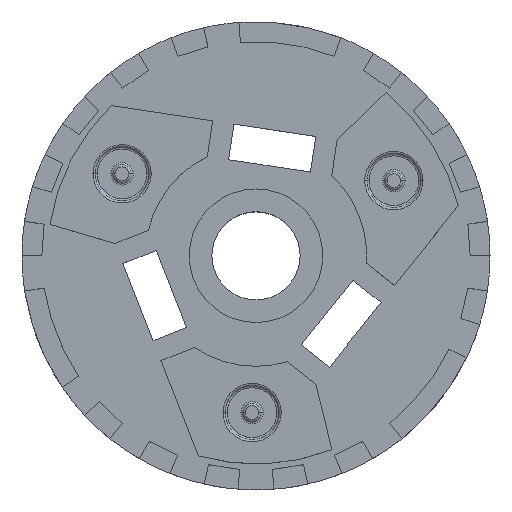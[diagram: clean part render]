
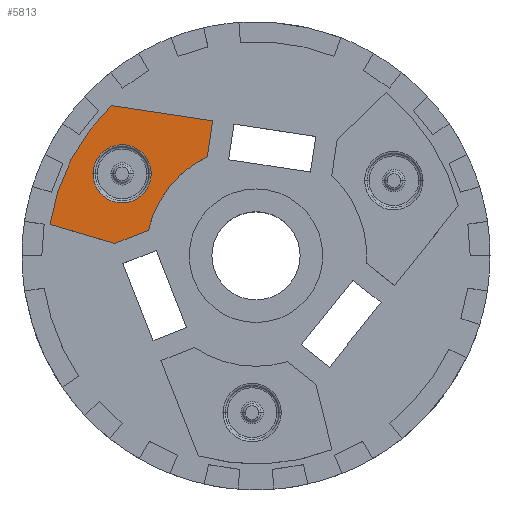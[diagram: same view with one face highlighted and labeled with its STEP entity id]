
A CAD part, top view. The second image highlights one B-rep face of the part: STEP entity #5813.
In plain terms, the highlighted planar face has unit normal (0, 0, 1).
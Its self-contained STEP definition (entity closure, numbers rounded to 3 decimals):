
#285 = DIRECTION ( 'NONE',  ( 0., 0., -1. ) ) ;
#564 = CARTESIAN_POINT ( 'NONE',  ( -11.444, 1.736, 9.77 ) ) ;
#776 = EDGE_LOOP ( 'NONE', ( #3816, #7778 ) ) ;
#780 = LINE ( 'NONE', #7813, #10297 ) ;
#970 = DIRECTION ( 'NONE',  ( 1., 0., 0. ) ) ;
#1397 = DIRECTION ( 'NONE',  ( 0., 0., 1. ) ) ;
#1403 = CARTESIAN_POINT ( 'NONE',  ( -2.41, 7.493, 9.77 ) ) ;
#1717 = CARTESIAN_POINT ( 'NONE',  ( -5.82, 4.548, 9.77 ) ) ;
#1783 = CARTESIAN_POINT ( 'NONE',  ( -8.026, 8.339, 9.77 ) ) ;
#2387 = CARTESIAN_POINT ( 'NONE',  ( 0., 0., 9.77 ) ) ;
#2444 = DIRECTION ( 'NONE',  ( 0.931, 0.365, 0. ) ) ;
#2464 = EDGE_CURVE ( 'NONE', #10276, #9780, #780, .T. ) ;
#2496 = CIRCLE ( 'NONE', #9781, 1.62 ) ;
#2842 = DIRECTION ( 'NONE',  ( 0.96, -0.281, 0. ) ) ;
#3418 = AXIS2_PLACEMENT_3D ( 'NONE', #8104, #285, #970 ) ;
#3664 = ORIENTED_EDGE ( 'NONE', *, *, #11107, .T. ) ;
#3816 = ORIENTED_EDGE ( 'NONE', *, *, #4519, .T. ) ;
#3953 = ORIENTED_EDGE ( 'NONE', *, *, #8419, .T. ) ;
#4064 = VECTOR ( 'NONE', #2842, 1000. ) ;
#4228 = VERTEX_POINT ( 'NONE', #9004 ) ;
#4258 = DIRECTION ( 'NONE',  ( -0.989, 0.149, 0. ) ) ;
#4322 = EDGE_CURVE ( 'NONE', #6712, #5836, #8326, .T. ) ;
#4519 = EDGE_CURVE ( 'NONE', #10622, #4228, #2496, .T. ) ;
#4520 = VECTOR ( 'NONE', #2444, 1000. ) ;
#4560 = LINE ( 'NONE', #4678, #8852 ) ;
#4678 = CARTESIAN_POINT ( 'NONE',  ( -2.708, 5.515, 9.77 ) ) ;
#4690 = CIRCLE ( 'NONE', #3418, 1.62 ) ;
#4824 = AXIS2_PLACEMENT_3D ( 'NONE', #2387, #5868, #6782 ) ;
#4873 = DIRECTION ( 'NONE',  ( 1., 0., 0. ) ) ;
#4908 = EDGE_CURVE ( 'NONE', #5836, #10276, #4560, .T. ) ;
#5271 = CARTESIAN_POINT ( 'NONE',  ( -7.841, 0.682, 9.77 ) ) ;
#5725 = CARTESIAN_POINT ( 'NONE',  ( 0., 0., 9.77 ) ) ;
#5769 = ORIENTED_EDGE ( 'NONE', *, *, #2464, .T. ) ;
#5813 = ADVANCED_FACE ( 'NONE', ( #10988, #10021 ), #10073, .T. ) ;
#5836 = VERTEX_POINT ( 'NONE', #7674 ) ;
#5868 = DIRECTION ( 'NONE',  ( 0., 0., 1. ) ) ;
#5971 = DIRECTION ( 'NONE',  ( 0., 0., -1. ) ) ;
#6222 = AXIS2_PLACEMENT_3D ( 'NONE', #5725, #1397, #4873 ) ;
#6389 = EDGE_LOOP ( 'NONE', ( #10936, #3664, #6780, #7043, #5769, #3953 ) ) ;
#6397 = EDGE_CURVE ( 'NONE', #8224, #10543, #8159, .T. ) ;
#6502 = AXIS2_PLACEMENT_3D ( 'NONE', #7633, #5971, #6884 ) ;
#6712 = VERTEX_POINT ( 'NONE', #6890 ) ;
#6780 = ORIENTED_EDGE ( 'NONE', *, *, #4322, .T. ) ;
#6782 = DIRECTION ( 'NONE',  ( 1., 0., 0. ) ) ;
#6884 = DIRECTION ( 'NONE',  ( 1., 0., 0. ) ) ;
#6890 = CARTESIAN_POINT ( 'NONE',  ( -5.98, 1.413, 9.77 ) ) ;
#7043 = ORIENTED_EDGE ( 'NONE', *, *, #4908, .T. ) ;
#7633 = CARTESIAN_POINT ( 'NONE',  ( 0., 0., 9.77 ) ) ;
#7647 = LINE ( 'NONE', #10273, #4520 ) ;
#7674 = CARTESIAN_POINT ( 'NONE',  ( -2.708, 5.515, 9.77 ) ) ;
#7778 = ORIENTED_EDGE ( 'NONE', *, *, #10830, .T. ) ;
#7813 = CARTESIAN_POINT ( 'NONE',  ( -2.41, 7.493, 9.77 ) ) ;
#8104 = CARTESIAN_POINT ( 'NONE',  ( -7.44, 4.548, 9.77 ) ) ;
#8159 = LINE ( 'NONE', #10667, #4064 ) ;
#8224 = VERTEX_POINT ( 'NONE', #564 ) ;
#8326 = CIRCLE ( 'NONE', #6502, 6.144 ) ;
#8419 = EDGE_CURVE ( 'NONE', #9780, #8224, #9393, .T. ) ;
#8852 = VECTOR ( 'NONE', #10680, 1000. ) ;
#9004 = CARTESIAN_POINT ( 'NONE',  ( -9.06, 4.548, 9.77 ) ) ;
#9199 = DIRECTION ( 'NONE',  ( 0., 0., -1. ) ) ;
#9312 = DIRECTION ( 'NONE',  ( 1., 0., 0. ) ) ;
#9393 = CIRCLE ( 'NONE', #4824, 11.575 ) ;
#9780 = VERTEX_POINT ( 'NONE', #1783 ) ;
#9781 = AXIS2_PLACEMENT_3D ( 'NONE', #10116, #9199, #9312 ) ;
#10021 = FACE_OUTER_BOUND ( 'NONE', #6389, .T. ) ;
#10073 = PLANE ( 'NONE',  #6222 ) ;
#10116 = CARTESIAN_POINT ( 'NONE',  ( -7.44, 4.548, 9.77 ) ) ;
#10273 = CARTESIAN_POINT ( 'NONE',  ( -7.841, 0.682, 9.77 ) ) ;
#10276 = VERTEX_POINT ( 'NONE', #1403 ) ;
#10297 = VECTOR ( 'NONE', #4258, 1000. ) ;
#10543 = VERTEX_POINT ( 'NONE', #5271 ) ;
#10622 = VERTEX_POINT ( 'NONE', #1717 ) ;
#10667 = CARTESIAN_POINT ( 'NONE',  ( -7.841, 0.682, 9.77 ) ) ;
#10680 = DIRECTION ( 'NONE',  ( 0.149, 0.989, 0. ) ) ;
#10830 = EDGE_CURVE ( 'NONE', #4228, #10622, #4690, .T. ) ;
#10936 = ORIENTED_EDGE ( 'NONE', *, *, #6397, .T. ) ;
#10988 = FACE_BOUND ( 'NONE', #776, .T. ) ;
#11107 = EDGE_CURVE ( 'NONE', #10543, #6712, #7647, .T. ) ;
